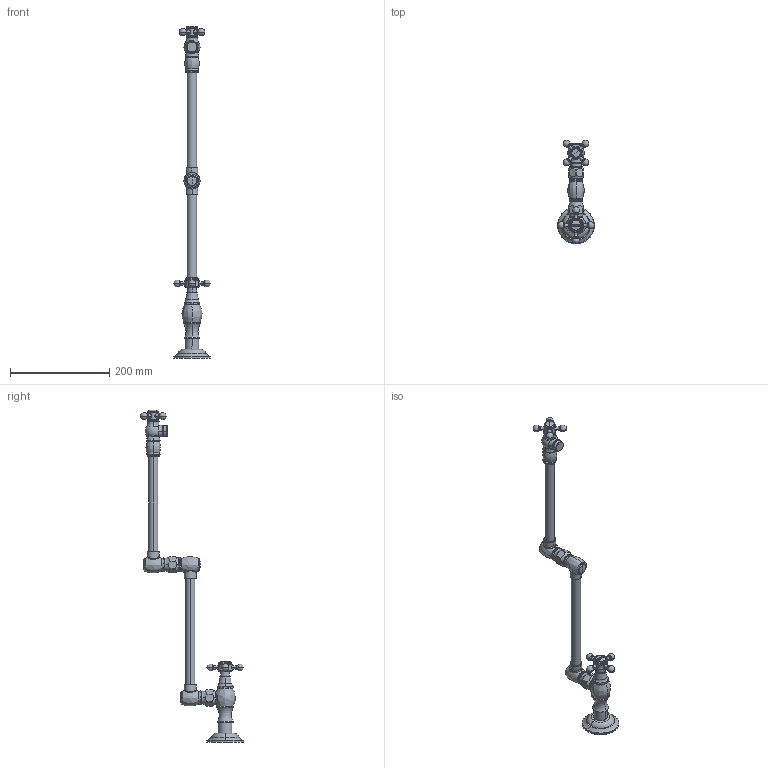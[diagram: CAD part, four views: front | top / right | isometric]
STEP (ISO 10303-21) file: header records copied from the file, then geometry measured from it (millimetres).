
FILE_DESCRIPTION((''),'2;1');
FILE_NAME('9481','2020-12-01T09:34:08',('jinson.thomas'),(''),'CREO PARAMETRIC BY PTC INC, 2018400','CREO PARAMETRIC BY PTC INC, 2018400','');
FILE_SCHEMA(('CONFIG_CONTROL_DESIGN'));
Length unit declared in the file: inch
Products named in the file (1): 9481
Bounding box: 74.17 x 207.98 x 669.8 mm (x, y, z)
Volume: 477859.2 mm3; surface area: 88332.7 mm2
Topology: 1 solids, 2 shells, 475 faces, 1082 edges, 632 vertices
Faces by surface type: torus 149, cylinder 114, plane 94, cone 45, bspline 38, sphere 27, revolution 4, extrusion 4
Entity records: 17315 total; most frequent: CARTESIAN_POINT 6669, DIRECTION 2441, ORIENTED_EDGE 2112, AXIS2_PLACEMENT_3D 1108, EDGE_CURVE 1056, CIRCLE 679, VERTEX_POINT 632, EDGE_LOOP 522
